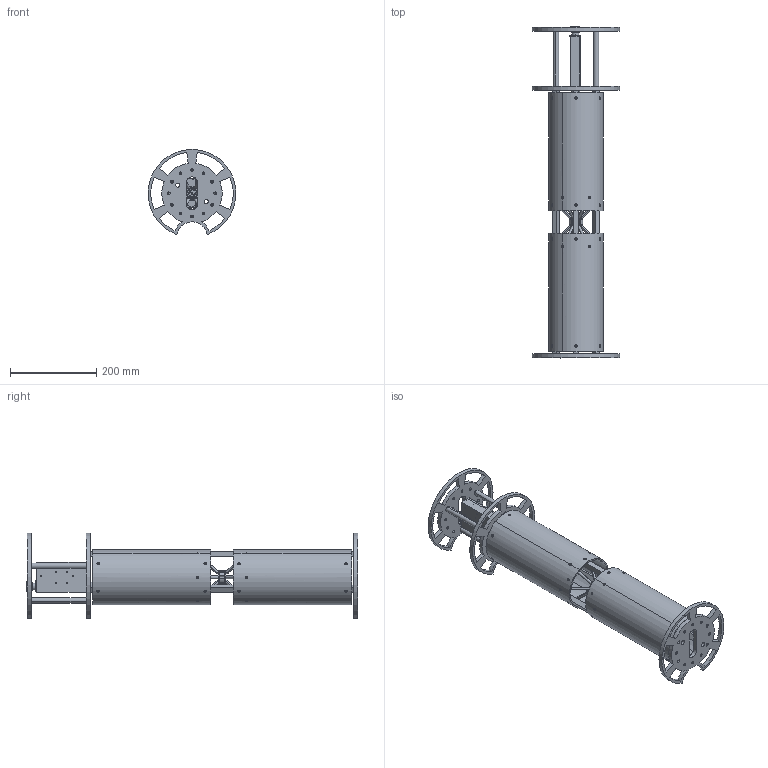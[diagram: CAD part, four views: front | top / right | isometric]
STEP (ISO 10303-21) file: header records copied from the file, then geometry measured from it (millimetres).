
FILE_DESCRIPTION (( 'STEP AP203' ), '1' );
FILE_NAME ('Assem2.STEP', '2020-09-24T16:04:32', ( '' ), ( '' ), 'SwSTEP 2.0', 'SolidWorks 2014', '' );
FILE_SCHEMA (( 'CONFIG_CONTROL_DESIGN' ));
Length unit declared in the file: metre
Products named in the file (13): fake_sma_with_cable; spoke; sym_body; hub_bottom; Assem2; hub_top; inice; inice_top; inice_bottom; hub_support; spacer; short_support; long_support
Assembly tree (31 placements, depth 3):
  Assem2
    spacer
    spoke  x12
    hub_top
    hub_bottom
    sym_body  x2
    long_support  x3
    hub_support  x3
    short_support  x3
    inice
      inice_bottom
      inice_top
      fake_sma_with_cable  x2
Bounding box: 203.2 x 767.97 x 196.98 mm (x, y, z)
Volume: 1728172.7 mm3; surface area: 802918.5 mm2
Topology: 30 solids, 30 shells, 958 faces, 2504 edges, 1568 vertices
Faces by surface type: cylinder 597, cone 184, plane 177
Entity records: 22063 total; most frequent: CARTESIAN_POINT 5182, DIRECTION 3304, ORIENTED_EDGE 2944, EDGE_CURVE 1472, AXIS2_PLACEMENT_3D 1304, VERTEX_POINT 948, EDGE_LOOP 834, LINE 696
